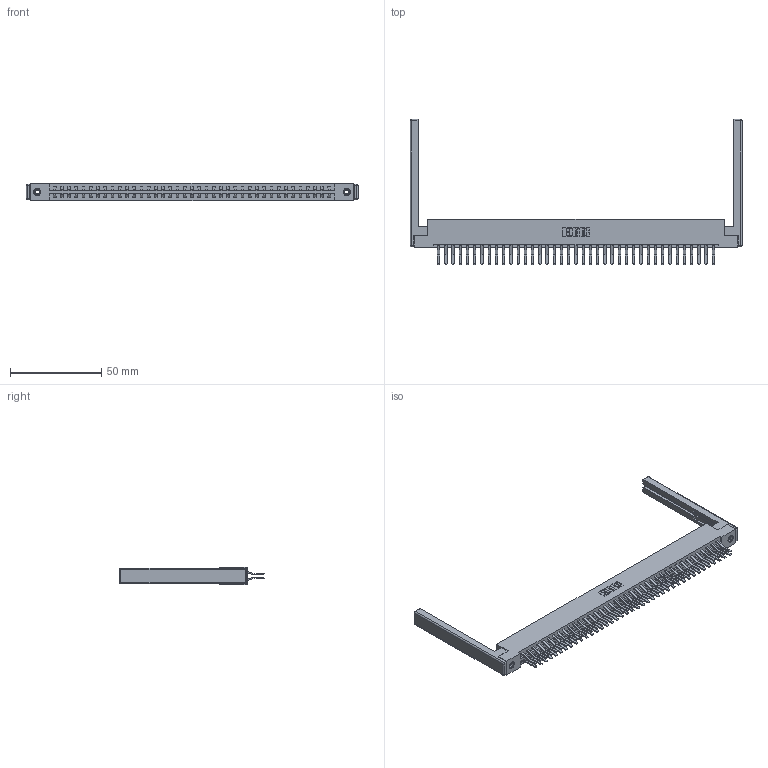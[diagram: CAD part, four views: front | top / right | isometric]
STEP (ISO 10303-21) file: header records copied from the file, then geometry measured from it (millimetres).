
FILE_DESCRIPTION (( 'STEP AP203' ), '1' );
FILE_NAME ('387-078-560-268.STEP', '2019-10-22T07:24:25', ( '' ), ( '' ), 'SwSTEP 2.0', 'SolidWorks 2016', '' );
FILE_SCHEMA (( 'CONFIG_CONTROL_DESIGN' ));
Length unit declared in the file: inch
Products named in the file (5): 307-220-068; 337 Part_Flush Mounting Lugs - 0.156 Dia-TI; 345-292-001_560 Tail; 387-078-560-268; 345-250-001_345-250-001-102
Assembly tree (83 placements, depth 2):
  387-078-560-268
    337 Part_Flush Mounting Lugs - 0.156 Dia-TI
    345-292-001_560 Tail  x78
    345-250-001_345-250-001-102  x2
    307-220-068  x2
Bounding box: 181.97 x 79.52 x 9.4 mm (x, y, z)
Volume: 24033.1 mm3; surface area: 27697.4 mm2
Topology: 83 solids, 83 shells, 4636 faces, 13727 edges, 9026 vertices
Faces by surface type: plane 3122, cylinder 1490, cone 12, sphere 8, torus 4
Entity records: 33474 total; most frequent: CARTESIAN_POINT 5607, ORIENTED_EDGE 5532, DIRECTION 4848, EDGE_CURVE 2766, VECTOR 2584, LINE 2584, VERTEX_POINT 1834, AXIS2_PLACEMENT_3D 1132
